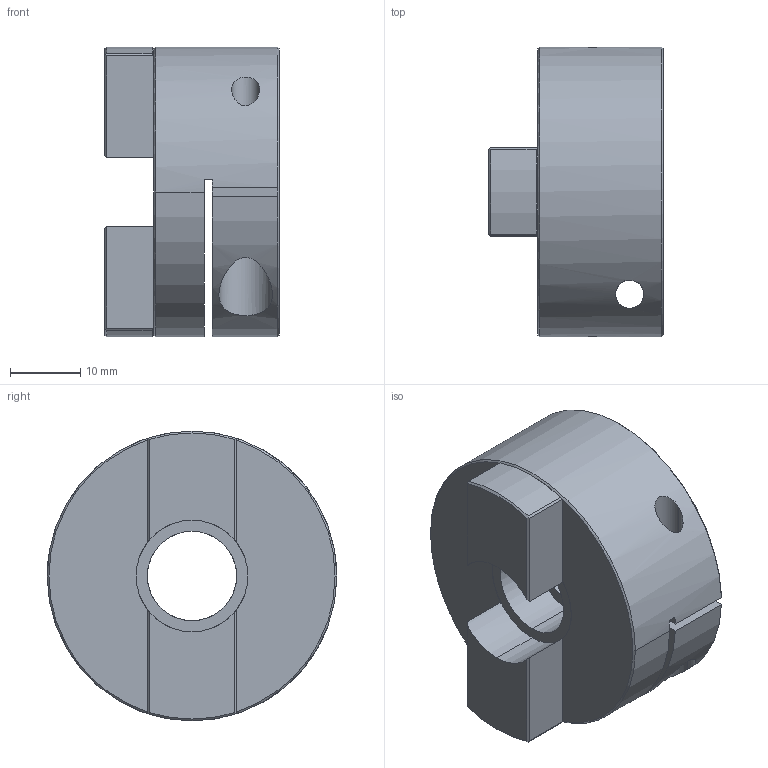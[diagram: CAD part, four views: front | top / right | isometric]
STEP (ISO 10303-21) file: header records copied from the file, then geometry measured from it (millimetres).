
FILE_DESCRIPTION (( 'STEP AP214' ), '1' );
FILE_NAME ('DC-DAC41-08.STEP', '2015-12-01T23:16:00', ( '' ), ( '' ), 'SwSTEP 2.0', 'SolidWorks 2015', '' );
FILE_SCHEMA (( 'AUTOMOTIVE_DESIGN' ));
Length unit declared in the file: millimetre
Products named in the file (1): DC-DAC41-08
Bounding box: 24.78 x 41.15 x 41.15 mm (x, y, z)
Volume: 22139.3 mm3; surface area: 7972.2 mm2
Topology: 1 solids, 1 shells, 60 faces, 160 edges, 102 vertices
Faces by surface type: plane 34, cylinder 16, cone 10
Entity records: 2041 total; most frequent: CARTESIAN_POINT 517, ORIENTED_EDGE 320, DIRECTION 305, EDGE_CURVE 160, AXIS2_PLACEMENT_3D 114, VERTEX_POINT 102, LINE 77, VECTOR 77
